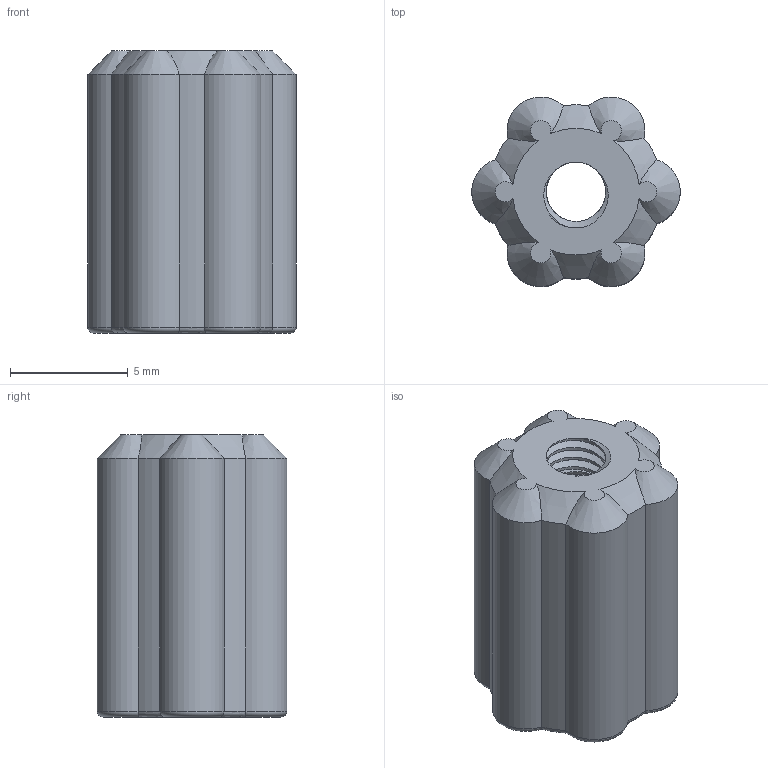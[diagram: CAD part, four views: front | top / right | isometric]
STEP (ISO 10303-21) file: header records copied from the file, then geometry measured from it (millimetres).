
FILE_DESCRIPTION(/* description */ (''),/* implementation_level */ '2;1');
FILE_NAME(/* name */ 'Molette x4.step',/* time_stamp */ '2025-10-26T17:35:25+01:00',/* author */ (''),/* organization */ (''),/* preprocessor_version */ 'ST-DEVELOPER v20.1',/* originating_system */ 'Autodesk Translation Framework v14.17.0.0',/* authorisation */ '');
FILE_SCHEMA (('AUTOMOTIVE_DESIGN { 1 0 10303 214 3 1 1 }'));
Length unit declared in the file: millimetre
Products named in the file (1): Molette x4
Bounding box: 8.86 x 8.06 x 12 mm (x, y, z)
Volume: 263 mm3; surface area: 643.1 mm2
Topology: 1 solids, 1 shells, 53 faces, 124 edges, 74 vertices
Faces by surface type: cylinder 22, torus 13, cone 12, plane 4, bspline 2
Full cylindrical faces by diameter (mm): 2.529 x2, 3.086 x1, 6.541 x1
Entity records: 2444 total; most frequent: CARTESIAN_POINT 1242, ORIENTED_EDGE 248, DIRECTION 240, EDGE_CURVE 124, AXIS2_PLACEMENT_3D 110, VERTEX_POINT 74, CIRCLE 58, EDGE_LOOP 56
